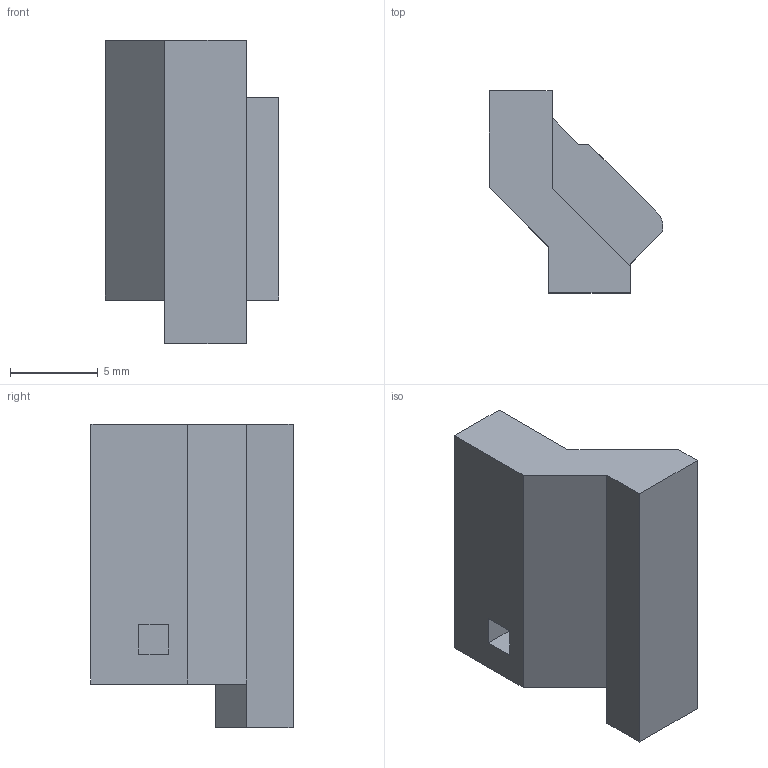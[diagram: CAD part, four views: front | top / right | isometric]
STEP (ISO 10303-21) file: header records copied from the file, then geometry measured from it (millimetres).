
FILE_DESCRIPTION (( 'STEP AP214' ), '1' );
FILE_NAME ('switchcover.STEP', '2025-05-28T15:48:26', ( '' ), ( '' ), 'SwSTEP 2.0', 'SolidWorks 2024', '' );
FILE_SCHEMA (( 'AUTOMOTIVE_DESIGN' ));
Length unit declared in the file: millimetre
Products named in the file (1): switchcover
Bounding box: 9.88 x 11.5 x 17.3 mm (x, y, z)
Volume: 941 mm3; surface area: 732.3 mm2
Topology: 1 solids, 1 shells, 52 faces, 125 edges, 79 vertices
Faces by surface type: plane 51, cylinder 1
Entity records: 1490 total; most frequent: CARTESIAN_POINT 257, ORIENTED_EDGE 250, DIRECTION 233, EDGE_CURVE 125, VECTOR 123, LINE 123, VERTEX_POINT 79, EDGE_LOOP 56
